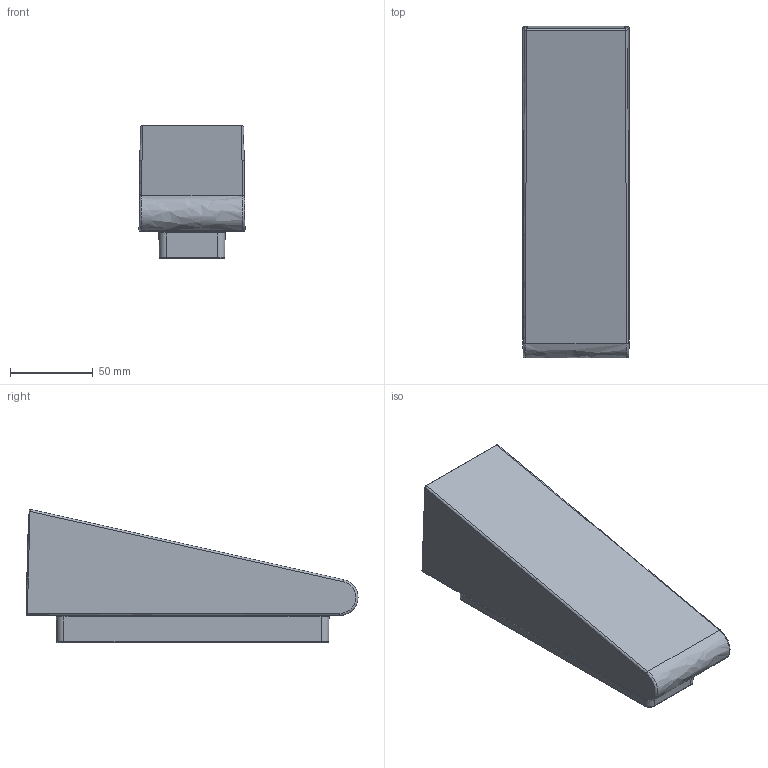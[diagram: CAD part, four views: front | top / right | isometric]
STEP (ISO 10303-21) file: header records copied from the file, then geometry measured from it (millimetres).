
FILE_DESCRIPTION(/* description */ (''),/* implementation_level */ '2;1');
FILE_NAME(/* name */ 'Cuneo Mini_3D',/* time_stamp */ '2016-11-29T19:04:51+01:00',/* author */ (''),/* organization */ (''),/* preprocessor_version */ 'ST-DEVELOPER v15',/* originating_system */ '',/* authorisation */ '');
FILE_SCHEMA (('AUTOMOTIVE_DESIGN'));
Length unit declared in the file: millimetre
Products named in the file (1): Document
Bounding box: 63.99 x 200.29 x 80.39 mm (x, y, z)
Volume: 13454 mm3; surface area: 101570.5 mm2
Topology: 5 solids, 12 shells, 268 faces, 632 edges, 378 vertices
Faces by surface type: bspline 190, plane 78
Entity records: 11727 total; most frequent: CARTESIAN_POINT 8127, ORIENTED_EDGE 1176, EDGE_CURVE 615, VERTEX_POINT 373, B_SPLINE_CURVE_WITH_KNOTS 271, EDGE_LOOP 270, ADVANCED_FACE 264, FACE_OUTER_BOUND 264
